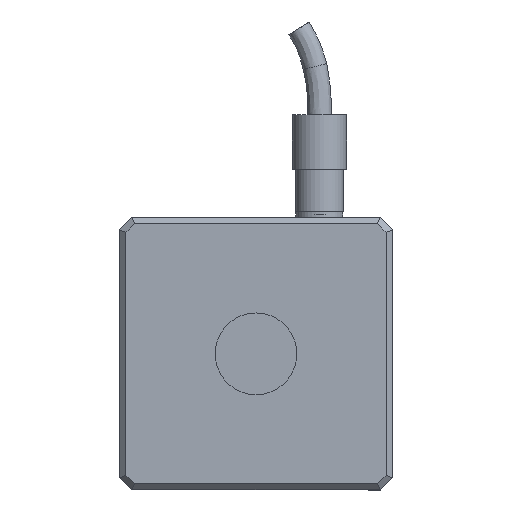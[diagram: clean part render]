
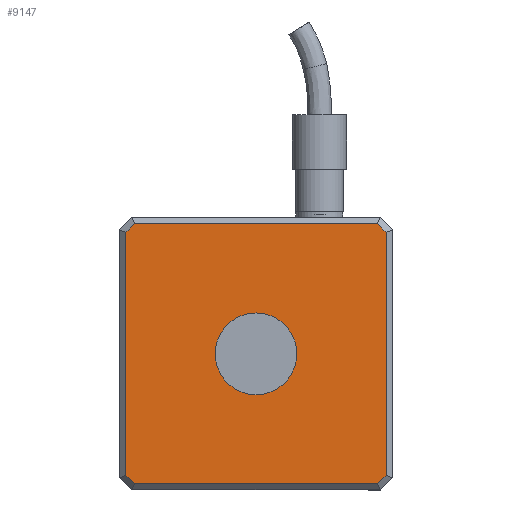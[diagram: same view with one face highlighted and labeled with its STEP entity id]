
A CAD part, left-side view. The second image highlights one B-rep face of the part: STEP entity #9147.
In plain terms, the highlighted planar face has unit normal (-1, 0, 0).
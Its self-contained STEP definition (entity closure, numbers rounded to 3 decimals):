
#744=FACE_BOUND('',#1672,.T.);
#1071=FACE_OUTER_BOUND('',#1671,.T.);
#1671=EDGE_LOOP('',(#7424,#7425,#7426,#7427,#7428,#7429,#7430,#7431));
#1672=EDGE_LOOP('',(#7432));
#2385=LINE('',#15028,#3121);
#2389=LINE('',#15036,#3125);
#2392=LINE('',#15042,#3128);
#2395=LINE('',#15048,#3131);
#2398=LINE('',#15054,#3134);
#2402=LINE('',#15062,#3138);
#2405=LINE('',#15068,#3141);
#2408=LINE('',#15072,#3144);
#3121=VECTOR('',#11965,10.);
#3125=VECTOR('',#11971,10.);
#3128=VECTOR('',#11976,10.);
#3131=VECTOR('',#11981,10.);
#3134=VECTOR('',#11986,10.);
#3138=VECTOR('',#11992,10.);
#3141=VECTOR('',#11997,10.);
#3144=VECTOR('',#12002,10.);
#3696=CIRCLE('',#10048,6.753);
#4339=VERTEX_POINT('',#15022);
#4340=VERTEX_POINT('',#15026);
#4341=VERTEX_POINT('',#15027);
#4344=VERTEX_POINT('',#15035);
#4346=VERTEX_POINT('',#15041);
#4348=VERTEX_POINT('',#15047);
#4350=VERTEX_POINT('',#15053);
#4353=VERTEX_POINT('',#15061);
#4355=VERTEX_POINT('',#15067);
#5429=EDGE_CURVE('',#4339,#4339,#3696,.T.);
#5430=EDGE_CURVE('',#4340,#4341,#2385,.T.);
#5434=EDGE_CURVE('',#4341,#4344,#2389,.T.);
#5437=EDGE_CURVE('',#4344,#4346,#2392,.T.);
#5440=EDGE_CURVE('',#4346,#4348,#2395,.T.);
#5443=EDGE_CURVE('',#4348,#4350,#2398,.T.);
#5447=EDGE_CURVE('',#4350,#4353,#2402,.T.);
#5450=EDGE_CURVE('',#4353,#4355,#2405,.T.);
#5453=EDGE_CURVE('',#4355,#4340,#2408,.T.);
#7424=ORIENTED_EDGE('',*,*,#5430,.F.);
#7425=ORIENTED_EDGE('',*,*,#5453,.F.);
#7426=ORIENTED_EDGE('',*,*,#5450,.F.);
#7427=ORIENTED_EDGE('',*,*,#5447,.F.);
#7428=ORIENTED_EDGE('',*,*,#5443,.F.);
#7429=ORIENTED_EDGE('',*,*,#5440,.F.);
#7430=ORIENTED_EDGE('',*,*,#5437,.F.);
#7431=ORIENTED_EDGE('',*,*,#5434,.F.);
#7432=ORIENTED_EDGE('',*,*,#5429,.T.);
#8776=PLANE('',#10057);
#9147=ADVANCED_FACE('',(#1071,#744),#8776,.F.);
#10048=AXIS2_PLACEMENT_3D('',#15024,#11961,#11962);
#10057=AXIS2_PLACEMENT_3D('',#15073,#12003,#12004);
#11961=DIRECTION('center_axis',(1.,0.,0.));
#11962=DIRECTION('ref_axis',(0.,0.,
-1.));
#11965=DIRECTION('',(0.,0.,-1.));
#11971=DIRECTION('',(0.,0.707,-0.707));
#11976=DIRECTION('',(0.,1.,0.));
#11981=DIRECTION('',(0.,0.707,0.707));
#11986=DIRECTION('',(0.,0.,1.));
#11992=DIRECTION('',(0.,-0.707,0.707));
#11997=DIRECTION('',(0.,-1.,0.));
#12002=DIRECTION('',(0.,-0.707,-0.707));
#12003=DIRECTION('center_axis',(1.,0.,0.));
#12004=DIRECTION('ref_axis',(0.,0.,
-1.));
#15022=CARTESIAN_POINT('',(-131.264,-0.806,98.414));
#15024=CARTESIAN_POINT('Origin',(-131.264,-0.806,91.662));
#15026=CARTESIAN_POINT('',(-131.264,-22.306,111.748));
#15027=CARTESIAN_POINT('',(-131.264,-22.306,71.576));
#15028=CARTESIAN_POINT('',(-131.264,-22.306,102.912));
#15035=CARTESIAN_POINT('',(-131.264,-20.892,70.162));
#15036=CARTESIAN_POINT('',(-131.264,-21.599,70.869));
#15041=CARTESIAN_POINT('',(-131.264,19.28,70.162));
#15042=CARTESIAN_POINT('',(-131.264,-12.056,70.162));
#15047=CARTESIAN_POINT('',(-131.264,20.694,71.576));
#15048=CARTESIAN_POINT('',(-131.264,19.987,70.869));
#15053=CARTESIAN_POINT('',(-131.264,20.694,111.748));
#15054=CARTESIAN_POINT('',(-131.264,20.694,80.412));
#15061=CARTESIAN_POINT('',(-131.264,19.28,113.162));
#15062=CARTESIAN_POINT('',(-131.264,19.987,112.455));
#15067=CARTESIAN_POINT('',(-131.264,-20.892,113.162));
#15068=CARTESIAN_POINT('',(-131.264,10.444,113.162));
#15072=CARTESIAN_POINT('',(-131.264,-21.599,112.455));
#15073=CARTESIAN_POINT('Origin',(-131.264,-0.806,91.662));
